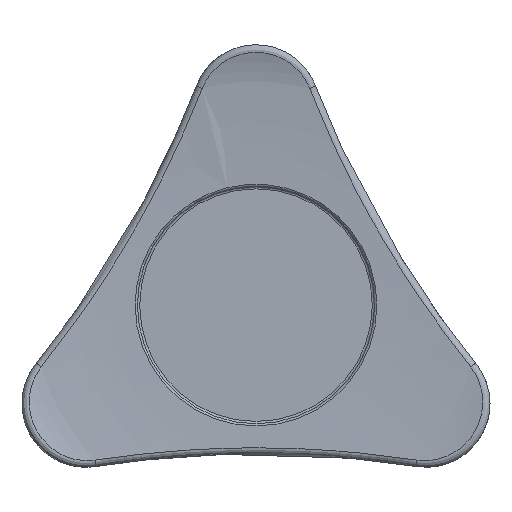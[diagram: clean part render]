
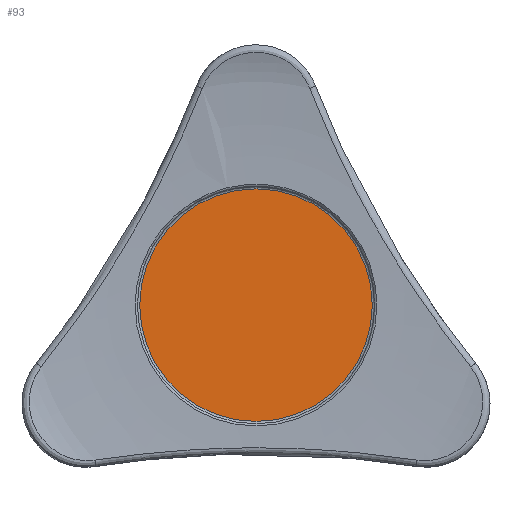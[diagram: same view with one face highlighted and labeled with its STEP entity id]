
A CAD part, top view. The second image highlights one B-rep face of the part: STEP entity #93.
In plain terms, the highlighted planar face has unit normal (0, 0, 1).
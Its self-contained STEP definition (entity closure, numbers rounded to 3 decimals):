
#93 = ADVANCED_FACE( '', ( #206 ), #207, .F. );
#206 = FACE_OUTER_BOUND( '', #1062, .T. );
#207 = PLANE( '', #1063 );
#1062 = EDGE_LOOP( '', ( #2405 ) );
#1063 = AXIS2_PLACEMENT_3D( '', #2406, #2407, #2408 );
#2405 = ORIENTED_EDGE( '', *, *, #2655, .T. );
#2406 = CARTESIAN_POINT( '', ( 0., 10.25, 27. ) );
#2407 = DIRECTION( '', ( 0., 0., -1. ) );
#2408 = DIRECTION( '', ( -1., 0., 0. ) );
#2655 = EDGE_CURVE( '', #2828, #2828, #2829, .F. );
#2828 = VERTEX_POINT( '', #4197 );
#2829 = CIRCLE( '', #4198, 10.05 );
#4197 = CARTESIAN_POINT( '', ( -10.05, 0., 27. ) );
#4198 = AXIS2_PLACEMENT_3D( '', #4630, #4631, #4632 );
#4630 = CARTESIAN_POINT( '', ( 0., 0., 27. ) );
#4631 = DIRECTION( '', ( 0., 0., -1. ) );
#4632 = DIRECTION( '', ( -1., 0., 0. ) );
